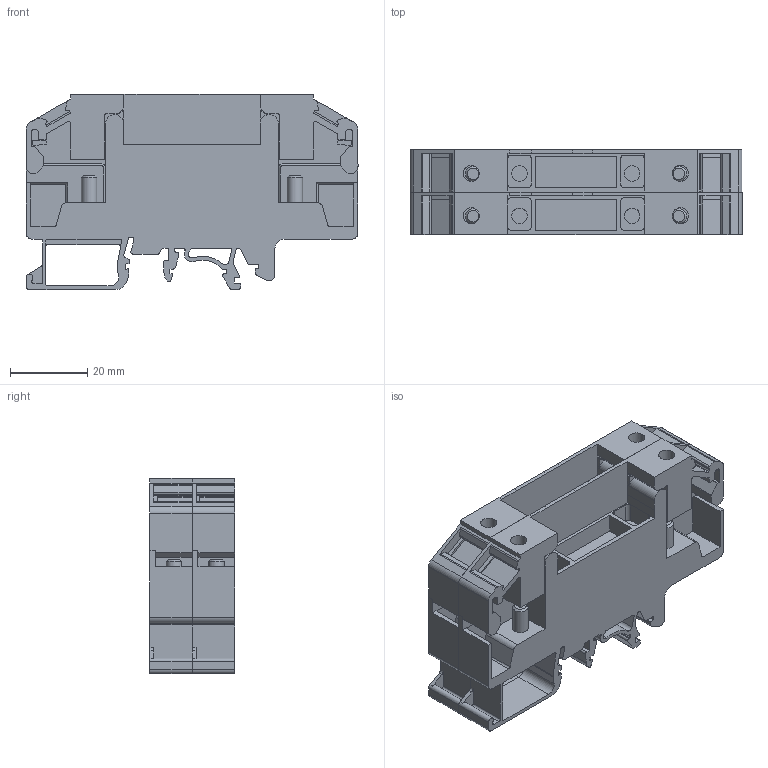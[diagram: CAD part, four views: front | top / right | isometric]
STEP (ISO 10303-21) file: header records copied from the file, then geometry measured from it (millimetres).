
FILE_DESCRIPTION( ( 'Unknown' ), '1' );
FILE_NAME( 'STH4DTSH.stp', 'Unknown', ( 'Unknown' ), ( 'Unknown' ), 'PSStep 14.0', 'Unknown', ' ' );
FILE_SCHEMA( ( 'AUTOMOTIVE_DESIGN { 1 0 10303 214 1 1 1 1 }' ) );
Length unit declared in the file: millimetre
Products named in the file (2): Assem1; STH4DT
Bounding box: 86.1 x 22.1 x 50.6 mm (x, y, z)
Volume: 71604.7 mm3; surface area: 47587.5 mm2
Topology: 3 solids, 3 shells, 1032 faces, 2970 edges, 1974 vertices
Faces by surface type: plane 600, cylinder 420, cone 12
Full cylindrical faces by diameter (mm): 4 x12, 4.2 x6
Entity records: 14053 total; most frequent: CARTESIAN_POINT 1984, DIRECTION 1961, ORIENTED_EDGE 1958, EDGE_CURVE 979, LINE 689, VECTOR 689, VERTEX_POINT 655, AXIS2_PLACEMENT_3D 636
